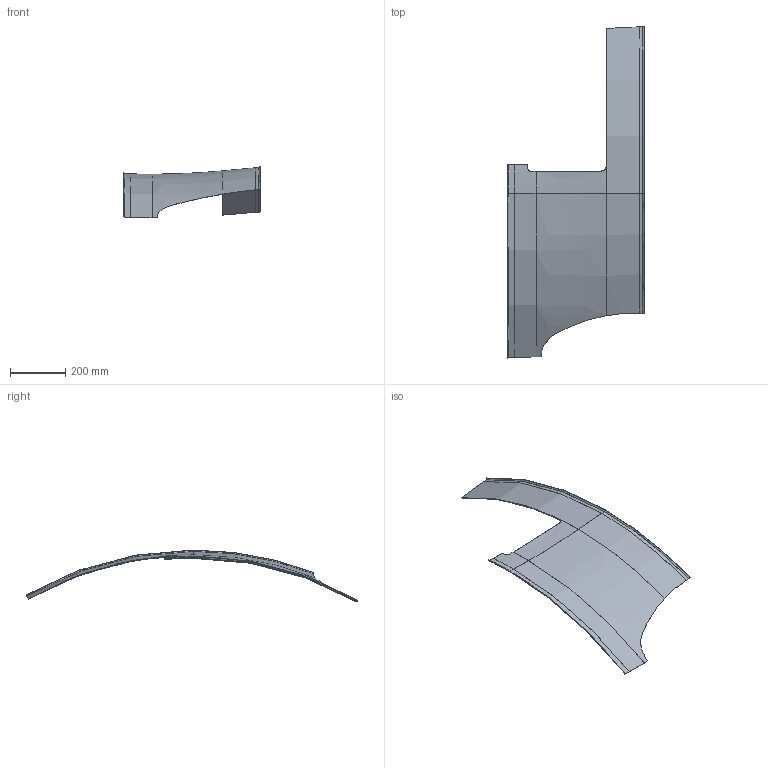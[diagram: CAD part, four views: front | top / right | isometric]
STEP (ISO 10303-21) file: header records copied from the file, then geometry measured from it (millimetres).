
FILE_DESCRIPTION(('CATIA V5 STEP Exchange','CAx-IF Rec.Pracs.--- Model Styling and Organization---1.4--- 2014-01-23','CAx-IF Rec.Pracs.---3D Tessellated Data Validation Properties---0.5---2014-09-14'),'2;1');
FILE_NAME('NPW5500 Rev D.stp','2019-10-15T10:53:56+00:00',('none'),('none'),'CATIA Version 5-6 Release 2018','CATIA V5 STEP AP242','none');
FILE_SCHEMA(('AP242_MANAGED_MODEL_BASED_3D_ENGINEERING_MIM_LF {1 0 10303 442 1 1 4}'));
Length unit declared in the file: millimetre
Products named in the file (1): NPW5500
Bounding box: 492.6 x 1199.83 x 187.67 mm (x, y, z)
Volume: 191827.9 mm3; surface area: 753992 mm2
Topology: 1 solids, 1 shells, 47 faces, 125 edges, 80 vertices
Faces by surface type: torus 20, plane 10, cylinder 9, cone 8
Entity records: 2015 total; most frequent: CARTESIAN_POINT 865, ORIENTED_EDGE 250, DIRECTION 173, EDGE_CURVE 125, AXIS2_PLACEMENT_3D 98, VERTEX_POINT 80, CIRCLE 50, EDGE_LOOP 47
